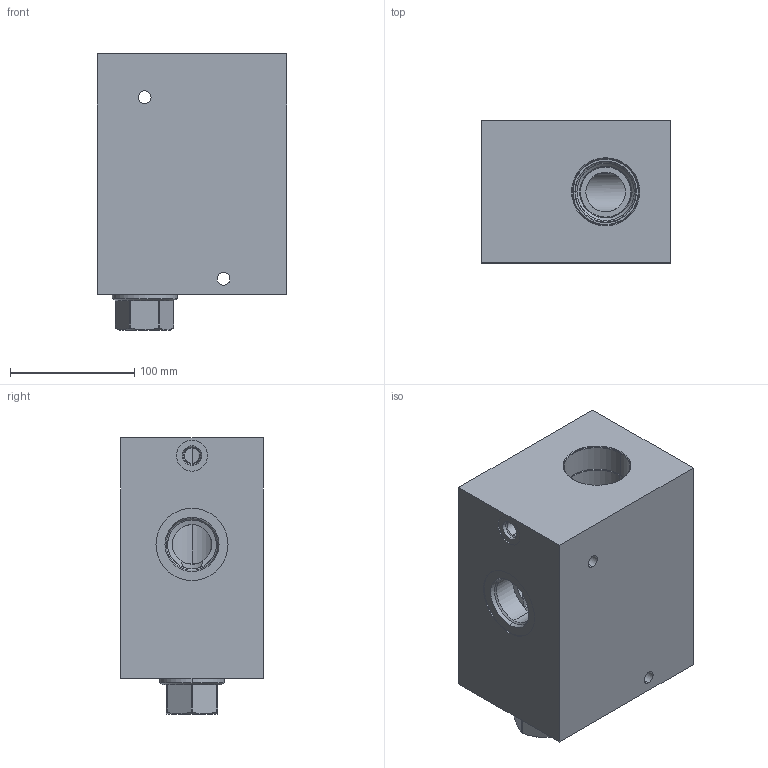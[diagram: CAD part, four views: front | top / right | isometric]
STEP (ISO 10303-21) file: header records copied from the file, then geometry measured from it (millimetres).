
FILE_DESCRIPTION((''),'2;1');
FILE_NAME('Q4N_ASM','2020-01-27T',('ProEService'),(''),'PRO/ENGINEER BY PARAMETRIC TECHNOLOGY CORPORATION, 2014200','PRO/ENGINEER BY PARAMETRIC TECHNOLOGY CORPORATION, 2014200','');
FILE_SCHEMA(('CONFIG_CONTROL_DESIGN'));
Length unit declared in the file: inch
Products named in the file (3): 151-925-006; CXIDXCN; Q4N_ASM
Assembly tree (2 placements, depth 2):
  Q4N_ASM
    151-925-006
    CXIDXCN
Bounding box: 152.4 x 114.3 x 222.25 mm (x, y, z)
Volume: 2934416.6 mm3; surface area: 222673.9 mm2
Topology: 4 solids, 5 shells, 310 faces, 965 edges, 770 vertices
Faces by surface type: cylinder 135, cone 75, plane 63, torus 27, revolution 8, sphere 2
Entity records: 12295 total; most frequent: CARTESIAN_POINT 3764, DIRECTION 1835, ORIENTED_EDGE 1452, EDGE_CURVE 726, AXIS2_PLACEMENT_3D 661, VECTOR 505, LINE 505, VERTEX_POINT 438
